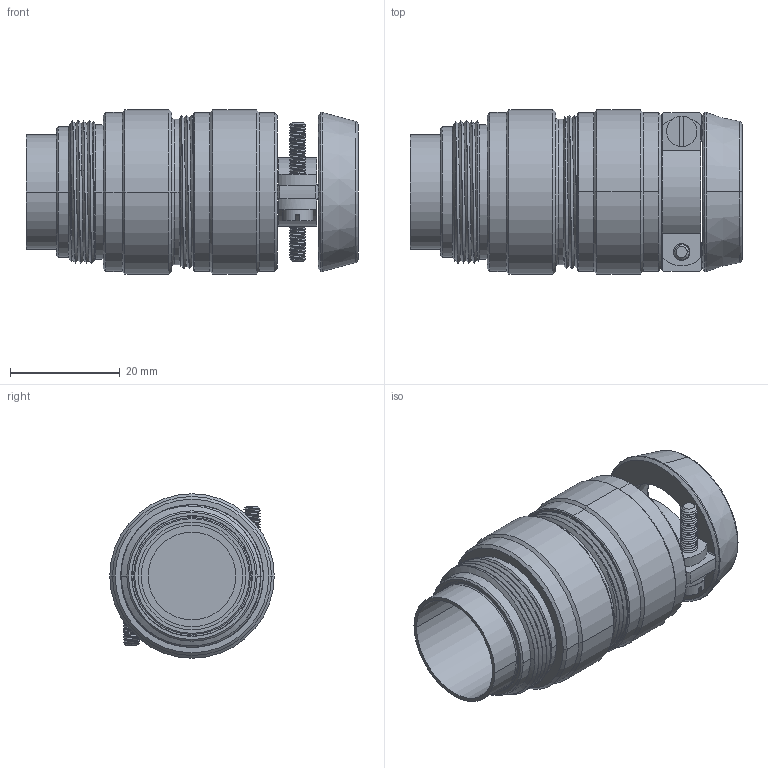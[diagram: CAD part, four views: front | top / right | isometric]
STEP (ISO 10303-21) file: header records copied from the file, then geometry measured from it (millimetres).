
FILE_DESCRIPTION((''),'2;1');
FILE_NAME('13304PES1_SW0001','2018-02-27T10:09:42',('cgregory'),('NET AG system integration'),'CREO PARAMETRIC BY PTC INC, 2017260','CREO PARAMETRIC BY PTC INC, 2017260','');
FILE_SCHEMA(('AUTOMOTIVE_DESIGN { 1 0 10303 214 1 1 1 1 }'));
Length unit declared in the file: millimetre
Products named in the file (1): 13304PES1_SW0001
Bounding box: 60.55 x 30 x 30 mm (x, y, z)
Volume: 16585.5 mm3; surface area: 16075.1 mm2
Topology: 1 solids, 2 shells, 379 faces, 1000 edges, 631 vertices
Faces by surface type: cylinder 204, plane 63, cone 57, bspline 43, torus 12
Entity records: 30329 total; most frequent: CARTESIAN_POINT 19382, ORIENTED_EDGE 2000, DIRECTION 1574, EDGE_CURVE 1000, VERTEX_POINT 631, AXIS2_PLACEMENT_3D 594, EDGE_LOOP 399, VECTOR 383
